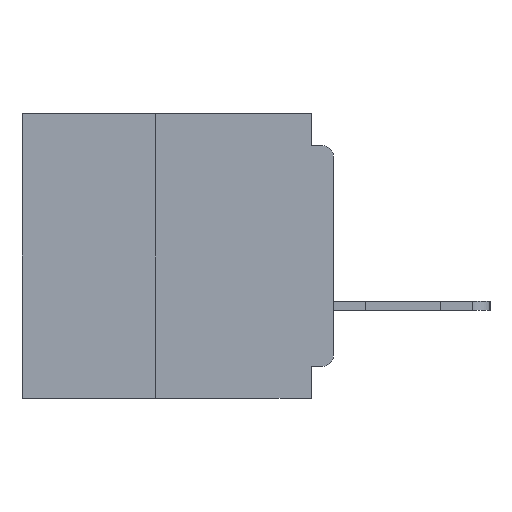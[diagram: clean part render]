
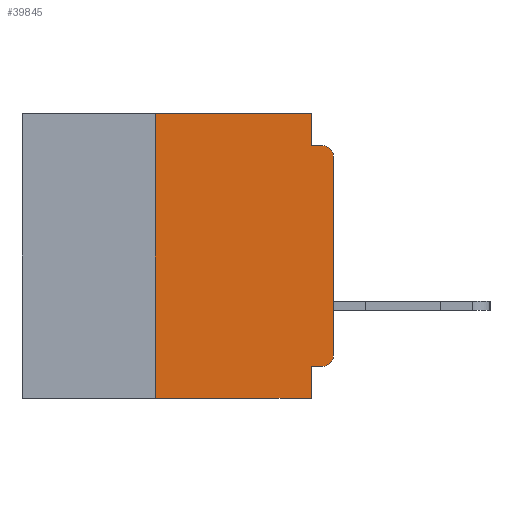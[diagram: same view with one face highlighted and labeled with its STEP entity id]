
A CAD part, left-side view. The second image highlights one B-rep face of the part: STEP entity #39845.
In plain terms, the highlighted planar face has unit normal (-1, 0, 0).
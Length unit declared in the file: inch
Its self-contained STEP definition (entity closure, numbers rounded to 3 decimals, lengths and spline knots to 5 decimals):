
#9 = VERTEX_POINT ( 'NONE', #24852 ) ;
#1411 = CARTESIAN_POINT ( 'NONE',  ( 0., 0.031, 0. ) ) ;
#1485 = VERTEX_POINT ( 'NONE', #10305 ) ;
#1893 = EDGE_CURVE ( 'NONE', #36872, #42041, #28399, .T. ) ;
#2735 = ORIENTED_EDGE ( 'NONE', *, *, #26369, .F. ) ;
#3872 = CARTESIAN_POINT ( 'NONE',  ( 0., 0.031, -0.4 ) ) ;
#4182 = VECTOR ( 'NONE', #14123, 39.37008 ) ;
#5739 = ORIENTED_EDGE ( 'NONE', *, *, #28182, .T. ) ;
#5881 = CARTESIAN_POINT ( 'NONE',  ( 0., 0., -0.045 ) ) ;
#5911 = DIRECTION ( 'NONE',  ( 0., 0., 1. ) ) ;
#6050 = DIRECTION ( 'NONE',  ( -1., 0., 0. ) ) ;
#7108 = CARTESIAN_POINT ( 'NONE',  ( 0., 0.015, -0.06 ) ) ;
#7463 = DIRECTION ( 'NONE',  ( 0., 0., 1. ) ) ;
#8226 = LINE ( 'NONE', #1411, #34445 ) ;
#8307 = LINE ( 'NONE', #3872, #25410 ) ;
#8342 = CARTESIAN_POINT ( 'NONE',  ( 0., 0.437, 0. ) ) ;
#9542 = AXIS2_PLACEMENT_3D ( 'NONE', #7108, #30964, #10573 ) ;
#9594 = VERTEX_POINT ( 'NONE', #19657 ) ;
#10205 = VECTOR ( 'NONE', #7463, 39.37008 ) ;
#10305 = CARTESIAN_POINT ( 'NONE',  ( 0., 0.25, 0. ) ) ;
#10573 = DIRECTION ( 'NONE',  ( 0., 0., -1. ) ) ;
#10794 = DIRECTION ( 'NONE',  ( 0., 0., -1. ) ) ;
#10951 = ORIENTED_EDGE ( 'NONE', *, *, #21642, .T. ) ;
#11380 = ORIENTED_EDGE ( 'NONE', *, *, #23778, .F. ) ;
#11684 = PLANE ( 'NONE',  #41832 ) ;
#12026 = ORIENTED_EDGE ( 'NONE', *, *, #32351, .T. ) ;
#12045 = ORIENTED_EDGE ( 'NONE', *, *, #1893, .T. ) ;
#12681 = DIRECTION ( 'NONE',  ( 0., -1., 0. ) ) ;
#13226 = VERTEX_POINT ( 'NONE', #30687 ) ;
#14123 = DIRECTION ( 'NONE',  ( 0., 1., 0. ) ) ;
#14527 = ORIENTED_EDGE ( 'NONE', *, *, #16132, .F. ) ;
#15200 = CARTESIAN_POINT ( 'NONE',  ( 0., 0.031, -0.045 ) ) ;
#15319 = VERTEX_POINT ( 'NONE', #15200 ) ;
#15510 = EDGE_LOOP ( 'NONE', ( #12045, #10951, #11380, #31460, #14527, #34460, #5739, #16744, #2735, #12026 ) ) ;
#16132 = EDGE_CURVE ( 'NONE', #1485, #9594, #23917, .T. ) ;
#16744 = ORIENTED_EDGE ( 'NONE', *, *, #17172, .F. ) ;
#16775 = LINE ( 'NONE', #5881, #23695 ) ;
#17172 = EDGE_CURVE ( 'NONE', #9, #36357, #8307, .T. ) ;
#17647 = CARTESIAN_POINT ( 'NONE',  ( 0., 0.25, -0.4 ) ) ;
#18397 = CIRCLE ( 'NONE', #9542, 0.015 ) ;
#18680 = DIRECTION ( 'NONE',  ( 1., 0., 0. ) ) ;
#19285 = LINE ( 'NONE', #17647, #10205 ) ;
#19657 = CARTESIAN_POINT ( 'NONE',  ( 0., 0.031, 0. ) ) ;
#20051 = LINE ( 'NONE', #36556, #29123 ) ;
#21642 = EDGE_CURVE ( 'NONE', #42041, #13226, #18397, .T. ) ;
#23695 = VECTOR ( 'NONE', #36509, 39.37008 ) ;
#23778 = EDGE_CURVE ( 'NONE', #15319, #13226, #16775, .T. ) ;
#23818 = CARTESIAN_POINT ( 'NONE',  ( 0., 0., -0.34 ) ) ;
#23917 = LINE ( 'NONE', #29192, #41037 ) ;
#23938 = CARTESIAN_POINT ( 'NONE',  ( 0., 0., -0.355 ) ) ;
#24852 = CARTESIAN_POINT ( 'NONE',  ( 0., 0.031, -0.355 ) ) ;
#25251 = EDGE_CURVE ( 'NONE', #27249, #1485, #19285, .T. ) ;
#25410 = VECTOR ( 'NONE', #10794, 39.37008 ) ;
#25473 = FACE_OUTER_BOUND ( 'NONE', #15510, .T. ) ;
#26369 = EDGE_CURVE ( 'NONE', #37293, #9, #31407, .T. ) ;
#26507 = CARTESIAN_POINT ( 'NONE',  ( 0., 0.015, -0.34 ) ) ;
#27249 = VERTEX_POINT ( 'NONE', #28106 ) ;
#27316 = VECTOR ( 'NONE', #5911, 39.37008 ) ;
#28106 = CARTESIAN_POINT ( 'NONE',  ( 0., 0.25, -0.4 ) ) ;
#28182 = EDGE_CURVE ( 'NONE', #27249, #36357, #20051, .T. ) ;
#28399 = LINE ( 'NONE', #40003, #27316 ) ;
#28796 = DIRECTION ( 'NONE',  ( 0., 0., -1. ) ) ;
#29123 = VECTOR ( 'NONE', #12681, 39.37008 ) ;
#29192 = CARTESIAN_POINT ( 'NONE',  ( 0., 0.437, 0. ) ) ;
#29711 = CIRCLE ( 'NONE', #33530, 0.015 ) ;
#29921 = DIRECTION ( 'NONE',  ( 0., 0., -1. ) ) ;
#30463 = CARTESIAN_POINT ( 'NONE',  ( 0., 0., -0.06 ) ) ;
#30687 = CARTESIAN_POINT ( 'NONE',  ( 0., 0.015, -0.045 ) ) ;
#30964 = DIRECTION ( 'NONE',  ( -1., 0., 0. ) ) ;
#31407 = LINE ( 'NONE', #23938, #4182 ) ;
#31460 = ORIENTED_EDGE ( 'NONE', *, *, #33743, .F. ) ;
#32351 = EDGE_CURVE ( 'NONE', #37293, #36872, #29711, .T. ) ;
#32619 = DIRECTION ( 'NONE',  ( 0., -1., 0. ) ) ;
#33530 = AXIS2_PLACEMENT_3D ( 'NONE', #26507, #6050, #29921 ) ;
#33743 = EDGE_CURVE ( 'NONE', #9594, #15319, #8226, .T. ) ;
#34445 = VECTOR ( 'NONE', #28796, 39.37008 ) ;
#34460 = ORIENTED_EDGE ( 'NONE', *, *, #25251, .F. ) ;
#36357 = VERTEX_POINT ( 'NONE', #41499 ) ;
#36509 = DIRECTION ( 'NONE',  ( 0., -1., 0. ) ) ;
#36556 = CARTESIAN_POINT ( 'NONE',  ( 0., 0.437, -0.4 ) ) ;
#36872 = VERTEX_POINT ( 'NONE', #23818 ) ;
#37293 = VERTEX_POINT ( 'NONE', #43356 ) ;
#39845 = ADVANCED_FACE ( 'NONE', ( #25473 ), #11684, .F. ) ;
#40003 = CARTESIAN_POINT ( 'NONE',  ( 0., 0., 0. ) ) ;
#41037 = VECTOR ( 'NONE', #32619, 39.37008 ) ;
#41499 = CARTESIAN_POINT ( 'NONE',  ( 0., 0.031, -0.4 ) ) ;
#41832 = AXIS2_PLACEMENT_3D ( 'NONE', #8342, #18680, #42573 ) ;
#42041 = VERTEX_POINT ( 'NONE', #30463 ) ;
#42573 = DIRECTION ( 'NONE',  ( 0., 0., -1. ) ) ;
#43356 = CARTESIAN_POINT ( 'NONE',  ( 0., 0.015, -0.355 ) ) ;
